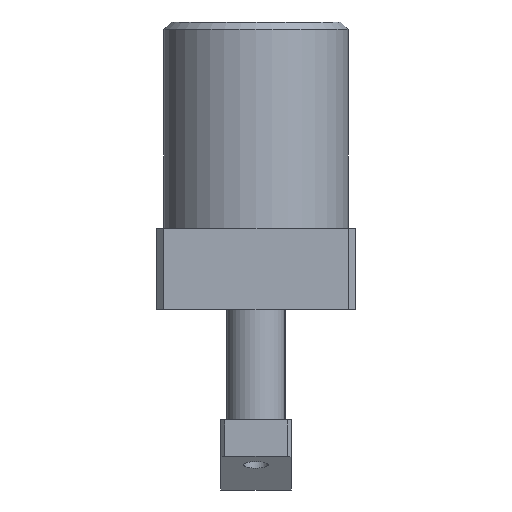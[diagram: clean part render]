
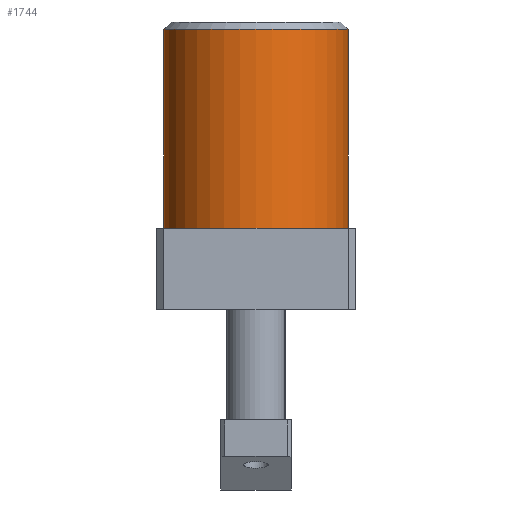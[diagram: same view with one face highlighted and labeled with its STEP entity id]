
A CAD part, front view. The second image highlights one B-rep face of the part: STEP entity #1744.
In plain terms, the highlighted cylindrical face has radius 25 mm (diameter 50 mm), a partial arc.
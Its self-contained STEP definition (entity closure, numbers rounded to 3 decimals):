
#30 = AXIS2_PLACEMENT_3D ( 'NONE', #2914, #5984, #5994 ) ;
#401 = DIRECTION ( 'NONE',  ( -1., 0., 0. ) ) ;
#402 = DIRECTION ( 'NONE',  ( 0., 0., 1. ) ) ;
#403 = CARTESIAN_POINT ( 'NONE',  ( 0., 0., 22. ) ) ;
#657 = EDGE_CURVE ( 'NONE', #4373, #3968, #3565, .T. ) ;
#774 = VERTEX_POINT ( 'NONE', #2265 ) ;
#1314 = CARTESIAN_POINT ( 'NONE',  ( 25., 0., 76. ) ) ;
#1383 = CARTESIAN_POINT ( 'NONE',  ( 25., 0., 22. ) ) ;
#1429 = CIRCLE ( 'NONE', #2054, 25. ) ;
#1493 = VECTOR ( 'NONE', #1593, 1000. ) ;
#1495 = LINE ( 'NONE', #5272, #1493 ) ;
#1522 = CIRCLE ( 'NONE', #2075, 25. ) ;
#1593 = DIRECTION ( 'NONE',  ( 0., 0., -1. ) ) ;
#1614 = ORIENTED_EDGE ( 'NONE', *, *, #4763, .T. ) ;
#1631 = ORIENTED_EDGE ( 'NONE', *, *, #4787, .T. ) ;
#1684 = ORIENTED_EDGE ( 'NONE', *, *, #657, .F. ) ;
#1722 = ORIENTED_EDGE ( 'NONE', *, *, #4828, .T. ) ;
#1744 = ADVANCED_FACE ( 'NONE', ( #3463 ), #3460, .T. ) ;
#2054 = AXIS2_PLACEMENT_3D ( 'NONE', #403, #402, #401 ) ;
#2075 = AXIS2_PLACEMENT_3D ( 'NONE', #5352, #5351, #5350 ) ;
#2164 = DIRECTION ( 'NONE',  ( 0., 0., -1. ) ) ;
#2170 = CARTESIAN_POINT ( 'NONE',  ( 25., 0., 78. ) ) ;
#2265 = CARTESIAN_POINT ( 'NONE',  ( -25., 0., 76. ) ) ;
#2801 = CARTESIAN_POINT ( 'NONE',  ( -25., 0., 22. ) ) ;
#2914 = CARTESIAN_POINT ( 'NONE',  ( 0., 0., 78. ) ) ;
#3460 = CYLINDRICAL_SURFACE ( 'NONE', #30, 25. ) ;
#3463 = FACE_OUTER_BOUND ( 'NONE', #4176, .T. ) ;
#3562 = VECTOR ( 'NONE', #2164, 1000. ) ;
#3565 = LINE ( 'NONE', #2170, #3562 ) ;
#3968 = VERTEX_POINT ( 'NONE', #1383 ) ;
#4176 = EDGE_LOOP ( 'NONE', ( #1684, #1614, #1631, #1722 ) ) ;
#4373 = VERTEX_POINT ( 'NONE', #1314 ) ;
#4461 = VERTEX_POINT ( 'NONE', #2801 ) ;
#4763 = EDGE_CURVE ( 'NONE', #4373, #774, #1522, .T. ) ;
#4787 = EDGE_CURVE ( 'NONE', #774, #4461, #1495, .T. ) ;
#4828 = EDGE_CURVE ( 'NONE', #4461, #3968, #1429, .T. ) ;
#5272 = CARTESIAN_POINT ( 'NONE',  ( -25., 0., 78. ) ) ;
#5350 = DIRECTION ( 'NONE',  ( 1., 0., 0. ) ) ;
#5351 = DIRECTION ( 'NONE',  ( 0., 0., -1. ) ) ;
#5352 = CARTESIAN_POINT ( 'NONE',  ( 0., 0., 76. ) ) ;
#5984 = DIRECTION ( 'NONE',  ( 0., 0., -1. ) ) ;
#5994 = DIRECTION ( 'NONE',  ( -1., 0., 0. ) ) ;
